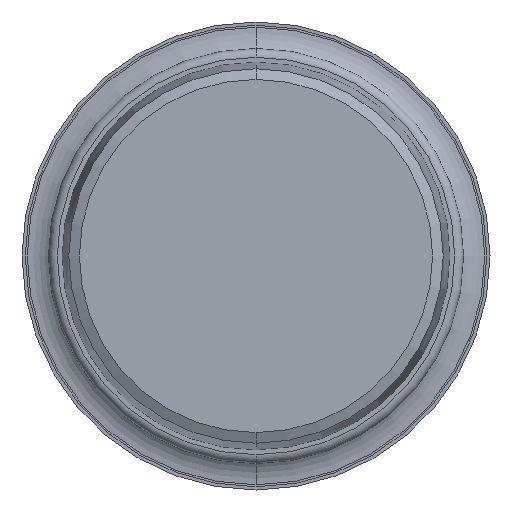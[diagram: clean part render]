
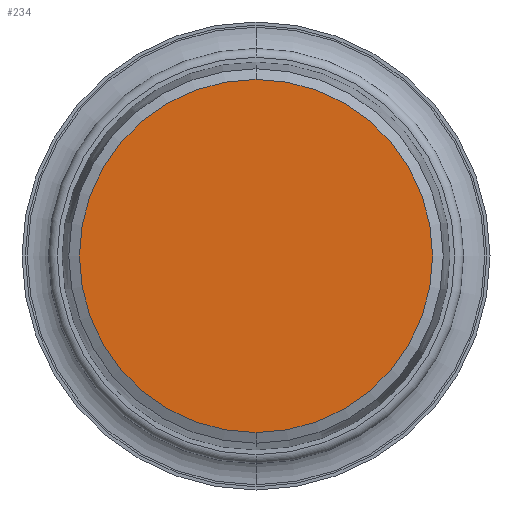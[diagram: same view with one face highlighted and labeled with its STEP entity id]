
A CAD part, front view. The second image highlights one B-rep face of the part: STEP entity #234.
In plain terms, the highlighted planar face has unit normal (0, -1, 0).
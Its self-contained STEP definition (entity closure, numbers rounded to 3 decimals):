
#6 = AXIS2_PLACEMENT_3D ( 'NONE', #624, #753, #117 ) ;
#23 = CARTESIAN_POINT ( 'NONE',  ( 0., 0., 0. ) ) ;
#117 = DIRECTION ( 'NONE',  ( 0., 0., 1. ) ) ;
#140 = AXIS2_PLACEMENT_3D ( 'NONE', #258, #507, #192 ) ;
#167 = ORIENTED_EDGE ( 'NONE', *, *, #558, .F. ) ;
#192 = DIRECTION ( 'NONE',  ( 0., 0., 1. ) ) ;
#203 = VERTEX_POINT ( 'NONE', #699 ) ;
#234 = ADVANCED_FACE ( 'NONE', ( #707 ), #571, .F. ) ;
#258 = CARTESIAN_POINT ( 'NONE',  ( 0., 0., 0. ) ) ;
#296 = CIRCLE ( 'NONE', #6, 698. ) ;
#332 = AXIS2_PLACEMENT_3D ( 'NONE', #23, #388, #448 ) ;
#388 = DIRECTION ( 'NONE',  ( 0., 1., 0. ) ) ;
#405 = EDGE_LOOP ( 'NONE', ( #650, #167 ) ) ;
#448 = DIRECTION ( 'NONE',  ( 0., 0., 1. ) ) ;
#507 = DIRECTION ( 'NONE',  ( 0., 1., 0. ) ) ;
#537 = CIRCLE ( 'NONE', #332, 698. ) ;
#541 = CARTESIAN_POINT ( 'NONE',  ( 0., 0., 698. ) ) ;
#558 = EDGE_CURVE ( 'NONE', #203, #613, #296, .T. ) ;
#571 = PLANE ( 'NONE',  #140 ) ;
#613 = VERTEX_POINT ( 'NONE', #541 ) ;
#624 = CARTESIAN_POINT ( 'NONE',  ( 0., 0., 0. ) ) ;
#650 = ORIENTED_EDGE ( 'NONE', *, *, #786, .F. ) ;
#699 = CARTESIAN_POINT ( 'NONE',  ( 0., 0., -698. ) ) ;
#707 = FACE_OUTER_BOUND ( 'NONE', #405, .T. ) ;
#753 = DIRECTION ( 'NONE',  ( 0., 1., 0. ) ) ;
#786 = EDGE_CURVE ( 'NONE', #613, #203, #537, .T. ) ;
